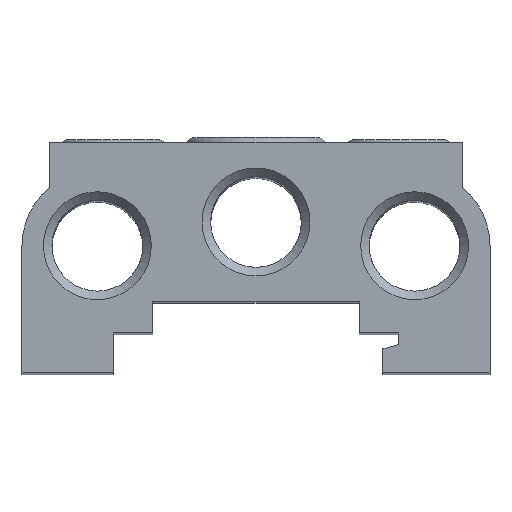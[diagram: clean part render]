
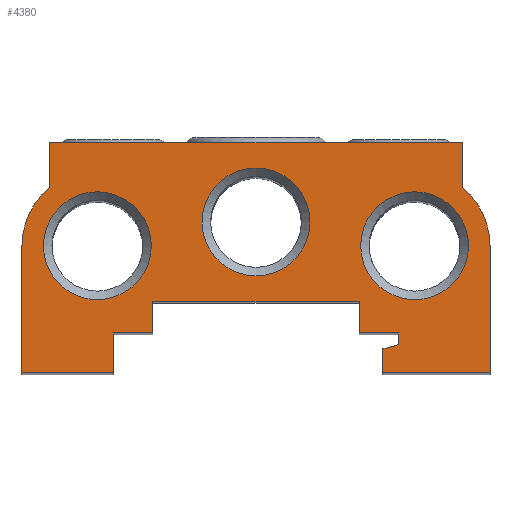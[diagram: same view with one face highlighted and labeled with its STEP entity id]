
A CAD part, top view. The second image highlights one B-rep face of the part: STEP entity #4380.
In plain terms, the highlighted planar face has unit normal (0, 0, 1).
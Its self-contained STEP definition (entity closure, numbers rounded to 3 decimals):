
#23=LINE('',#5761,#109);
#63=LINE('',#6398,#149);
#66=LINE('',#6404,#152);
#69=LINE('',#6410,#155);
#72=LINE('',#6416,#158);
#75=LINE('',#6422,#161);
#78=LINE('',#6428,#164);
#80=LINE('',#6433,#166);
#83=LINE('',#6439,#169);
#87=LINE('',#6446,#173);
#90=LINE('',#6452,#176);
#93=LINE('',#6458,#179);
#96=LINE('',#6467,#182);
#99=LINE('',#6482,#185);
#100=LINE('',#6489,#186);
#101=LINE('',#6491,#187);
#109=VECTOR('',#4847,1000.);
#149=VECTOR('',#5617,1000.);
#152=VECTOR('',#5622,1000.);
#155=VECTOR('',#5627,1000.);
#158=VECTOR('',#5632,1000.);
#161=VECTOR('',#5637,1000.);
#164=VECTOR('',#5642,1000.);
#166=VECTOR('',#5646,1000.);
#169=VECTOR('',#5651,1000.);
#173=VECTOR('',#5657,1000.);
#176=VECTOR('',#5662,1000.);
#179=VECTOR('',#5667,1000.);
#182=VECTOR('',#5678,1000.);
#185=VECTOR('',#5695,1000.);
#186=VECTOR('',#5704,1000.);
#187=VECTOR('',#5705,1000.);
#354=PLANE('',#4797);
#864=ORIENTED_EDGE('',*,*,#1148,.T.);
#865=ORIENTED_EDGE('',*,*,#1147,.T.);
#866=ORIENTED_EDGE('',*,*,#1146,.T.);
#867=ORIENTED_EDGE('',*,*,#1193,.F.);
#868=ORIENTED_EDGE('',*,*,#1195,.F.);
#869=ORIENTED_EDGE('',*,*,#1196,.F.);
#870=ORIENTED_EDGE('',*,*,#1197,.F.);
#871=ORIENTED_EDGE('',*,*,#1152,.F.);
#872=ORIENTED_EDGE('',*,*,#1155,.F.);
#873=ORIENTED_EDGE('',*,*,#1158,.F.);
#874=ORIENTED_EDGE('',*,*,#1161,.F.);
#875=ORIENTED_EDGE('',*,*,#1164,.F.);
#876=ORIENTED_EDGE('',*,*,#1167,.F.);
#877=ORIENTED_EDGE('',*,*,#1169,.F.);
#878=ORIENTED_EDGE('',*,*,#1172,.F.);
#879=ORIENTED_EDGE('',*,*,#1176,.F.);
#880=ORIENTED_EDGE('',*,*,#1179,.F.);
#881=ORIENTED_EDGE('',*,*,#1182,.F.);
#882=ORIENTED_EDGE('',*,*,#1185,.F.);
#883=ORIENTED_EDGE('',*,*,#1187,.F.);
#884=ORIENTED_EDGE('',*,*,#935,.F.);
#935=EDGE_CURVE('',#1218,#1216,#23,.T.);
#1146=EDGE_CURVE('',#1444,#1444,#1668,.T.);
#1147=EDGE_CURVE('',#1445,#1445,#1669,.T.);
#1148=EDGE_CURVE('',#1446,#1446,#1670,.T.);
#1152=EDGE_CURVE('',#1450,#1448,#63,.T.);
#1155=EDGE_CURVE('',#1452,#1450,#66,.T.);
#1158=EDGE_CURVE('',#1454,#1452,#69,.T.);
#1161=EDGE_CURVE('',#1456,#1454,#72,.T.);
#1164=EDGE_CURVE('',#1458,#1456,#75,.T.);
#1167=EDGE_CURVE('',#1460,#1458,#78,.T.);
#1169=EDGE_CURVE('',#1462,#1460,#80,.T.);
#1172=EDGE_CURVE('',#1464,#1462,#83,.T.);
#1176=EDGE_CURVE('',#1466,#1464,#87,.T.);
#1179=EDGE_CURVE('',#1468,#1466,#90,.T.);
#1182=EDGE_CURVE('',#1470,#1468,#93,.T.);
#1185=EDGE_CURVE('',#1472,#1470,#1672,.T.);
#1187=EDGE_CURVE('',#1216,#1472,#96,.T.);
#1193=EDGE_CURVE('',#1477,#1218,#99,.T.);
#1195=EDGE_CURVE('',#1479,#1477,#1677,.T.);
#1196=EDGE_CURVE('',#1480,#1479,#100,.T.);
#1197=EDGE_CURVE('',#1448,#1480,#101,.T.);
#1216=VERTEX_POINT('',#5756);
#1218=VERTEX_POINT('',#5760);
#1444=VERTEX_POINT('',#6383);
#1445=VERTEX_POINT('',#6386);
#1446=VERTEX_POINT('',#6389);
#1448=VERTEX_POINT('',#6393);
#1450=VERTEX_POINT('',#6397);
#1452=VERTEX_POINT('',#6403);
#1454=VERTEX_POINT('',#6409);
#1456=VERTEX_POINT('',#6415);
#1458=VERTEX_POINT('',#6421);
#1460=VERTEX_POINT('',#6427);
#1462=VERTEX_POINT('',#6432);
#1464=VERTEX_POINT('',#6438);
#1466=VERTEX_POINT('',#6445);
#1468=VERTEX_POINT('',#6451);
#1470=VERTEX_POINT('',#6457);
#1472=VERTEX_POINT('',#6463);
#1477=VERTEX_POINT('',#6481);
#1479=VERTEX_POINT('',#6488);
#1480=VERTEX_POINT('',#6490);
#1668=CIRCLE('',#4768,6.8);
#1669=CIRCLE('',#4770,6.8);
#1670=CIRCLE('',#4772,6.8);
#1672=CIRCLE('',#4786,9.5);
#1677=CIRCLE('',#4798,9.5);
#2085=EDGE_LOOP('',(#864));
#2086=EDGE_LOOP('',(#865));
#2087=EDGE_LOOP('',(#866));
#2088=EDGE_LOOP('',(#867,#868,#869,#870,#871,#872,#873,#874,#875,#876,#877,
#878,#879,#880,#881,#882,#883,#884));
#2533=FACE_BOUND('',#2085,.T.);
#2534=FACE_BOUND('',#2086,.T.);
#2535=FACE_BOUND('',#2087,.T.);
#2536=FACE_BOUND('',#2088,.T.);
#4380=ADVANCED_FACE('',(#2533,#2534,#2535,#2536),#354,.T.);
#4768=AXIS2_PLACEMENT_3D('',#6382,#5602,#5603);
#4770=AXIS2_PLACEMENT_3D('',#6385,#5606,#5607);
#4772=AXIS2_PLACEMENT_3D('',#6388,#5610,#5611);
#4786=AXIS2_PLACEMENT_3D('',#6464,#5673,#5674);
#4797=AXIS2_PLACEMENT_3D('',#6486,#5700,#5701);
#4798=AXIS2_PLACEMENT_3D('',#6487,#5702,#5703);
#4847=DIRECTION('',(1.,0.,0.));
#5602=DIRECTION('',(0.,0.,-1.));
#5603=DIRECTION('',(-1.,0.,0.));
#5606=DIRECTION('',(0.,0.,-1.));
#5607=DIRECTION('',(-1.,0.,0.));
#5610=DIRECTION('',(0.,0.,-1.));
#5611=DIRECTION('',(-1.,0.,0.));
#5617=DIRECTION('',(0.,-1.,0.));
#5622=DIRECTION('',(-1.,0.,0.));
#5627=DIRECTION('',(0.,-1.,0.));
#5632=DIRECTION('',(-1.,0.,0.));
#5637=DIRECTION('',(0.,1.,0.));
#5642=DIRECTION('',(-1.,0.,0.));
#5646=DIRECTION('',(0.,1.,0.));
#5651=DIRECTION('',(0.966,0.259,0.));
#5657=DIRECTION('',(0.,1.,0.));
#5662=DIRECTION('',(-1.,0.,0.));
#5667=DIRECTION('',(0.,-1.,0.));
#5673=DIRECTION('',(0.,0.,-1.));
#5674=DIRECTION('',(1.,0.,0.));
#5678=DIRECTION('',(0.,-1.,0.));
#5695=DIRECTION('',(0.,1.,0.));
#5700=DIRECTION('',(0.,0.,1.));
#5701=DIRECTION('',(1.,0.,0.));
#5702=DIRECTION('',(0.,0.,-1.));
#5703=DIRECTION('',(-0.632,0.775,0.));
#5704=DIRECTION('',(0.,1.,0.));
#5705=DIRECTION('',(-1.,0.,0.));
#5756=CARTESIAN_POINT('',(26.,29.,207.));
#5760=CARTESIAN_POINT('',(-26.,29.,207.));
#5761=CARTESIAN_POINT('',(-26.,29.,207.));
#6382=CARTESIAN_POINT('',(-20.,16.,207.));
#6383=CARTESIAN_POINT('',(-26.8,16.,207.));
#6385=CARTESIAN_POINT('',(0.,19.,207.));
#6386=CARTESIAN_POINT('',(-6.8,19.,207.));
#6388=CARTESIAN_POINT('',(20.,16.,207.));
#6389=CARTESIAN_POINT('',(13.2,16.,207.));
#6393=CARTESIAN_POINT('',(-18.,0.,207.));
#6397=CARTESIAN_POINT('',(-18.,5.,207.));
#6398=CARTESIAN_POINT('',(-18.,5.,207.));
#6403=CARTESIAN_POINT('',(-13.,5.,207.));
#6404=CARTESIAN_POINT('',(-13.,5.,207.));
#6409=CARTESIAN_POINT('',(-13.,9.,207.));
#6410=CARTESIAN_POINT('',(-13.,9.,207.));
#6415=CARTESIAN_POINT('',(13.,9.,207.));
#6416=CARTESIAN_POINT('',(13.,9.,207.));
#6421=CARTESIAN_POINT('',(13.,5.,207.));
#6422=CARTESIAN_POINT('',(13.,5.,207.));
#6427=CARTESIAN_POINT('',(18.,5.,207.));
#6428=CARTESIAN_POINT('',(18.,5.,207.));
#6432=CARTESIAN_POINT('',(18.,3.536,207.));
#6433=CARTESIAN_POINT('',(18.,3.536,207.));
#6438=CARTESIAN_POINT('',(16.,3.,207.));
#6439=CARTESIAN_POINT('',(16.,3.,207.));
#6445=CARTESIAN_POINT('',(16.,0.,207.));
#6446=CARTESIAN_POINT('',(16.,0.,207.));
#6451=CARTESIAN_POINT('',(29.5,0.,207.));
#6452=CARTESIAN_POINT('',(29.5,0.,207.));
#6457=CARTESIAN_POINT('',(29.5,16.,207.));
#6458=CARTESIAN_POINT('',(29.5,16.,207.));
#6463=CARTESIAN_POINT('',(26.,23.365,207.));
#6464=CARTESIAN_POINT('',(20.,16.,207.));
#6467=CARTESIAN_POINT('',(26.,29.,207.));
#6481=CARTESIAN_POINT('',(-26.,23.365,207.));
#6482=CARTESIAN_POINT('',(-26.,23.365,207.));
#6486=CARTESIAN_POINT('',(0.278,14.351,207.));
#6487=CARTESIAN_POINT('',(-20.,16.,207.));
#6488=CARTESIAN_POINT('',(-29.5,16.,207.));
#6489=CARTESIAN_POINT('',(-29.5,0.,207.));
#6490=CARTESIAN_POINT('',(-29.5,0.,207.));
#6491=CARTESIAN_POINT('',(-18.,0.,207.));
